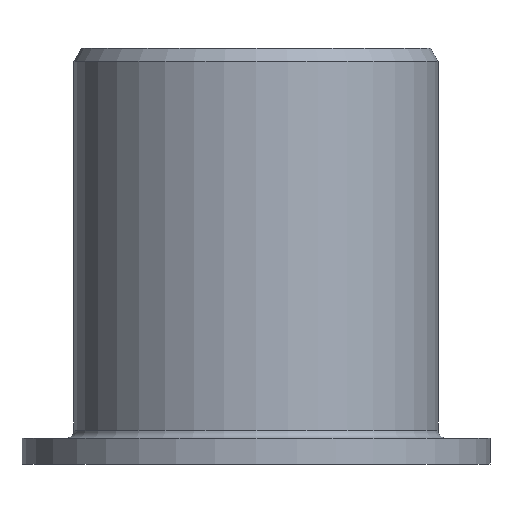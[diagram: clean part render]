
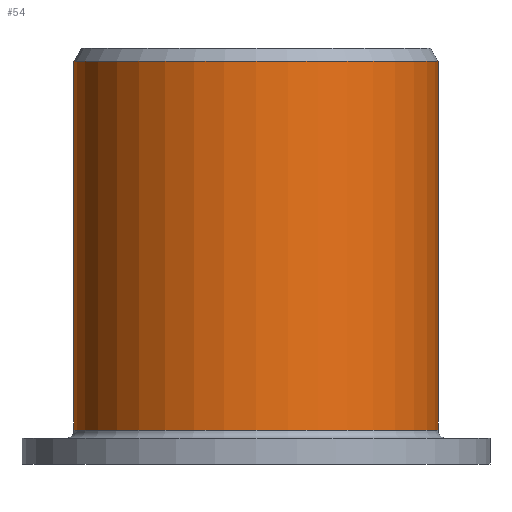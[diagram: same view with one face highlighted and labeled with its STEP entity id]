
A CAD part, front view. The second image highlights one B-rep face of the part: STEP entity #54.
In plain terms, the highlighted cylindrical face has radius 11.113 mm (diameter 22.225 mm), a partial arc.
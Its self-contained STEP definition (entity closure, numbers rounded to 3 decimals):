
#54=ADVANCED_FACE('',(#107),#108,.T.);
#107=FACE_OUTER_BOUND('',#157,.T.);
#108=CYLINDRICAL_SURFACE('',#158,11.113);
#157=EDGE_LOOP('',(#240,#241,#242,#243));
#158=AXIS2_PLACEMENT_3D('',#244,#245,#246);
#240=ORIENTED_EDGE('',*,*,#291,.T.);
#241=ORIENTED_EDGE('',*,*,#311,.F.);
#242=ORIENTED_EDGE('',*,*,#293,.T.);
#243=ORIENTED_EDGE('',*,*,#298,.T.);
#244=CARTESIAN_POINT('',(0.0,0.0,13.337));
#245=DIRECTION('',(0.0,0.0,1.0));
#246=DIRECTION('',(1.0,0.0,0.0));
#291=EDGE_CURVE('',#339,#330,#340,.T.);
#293=EDGE_CURVE('',#333,#341,#343,.T.);
#298=EDGE_CURVE('',#341,#339,#350,.T.);
#311=EDGE_CURVE('',#333,#330,#367,.T.);
#330=VERTEX_POINT('',#388);
#333=VERTEX_POINT('',#392);
#339=VERTEX_POINT('',#399);
#340=LINE('',#400,#401);
#341=VERTEX_POINT('',#402);
#343=LINE('',#404,#405);
#350=CIRCLE('',#412,11.113);
#367=CIRCLE('',#431,11.113);
#388=CARTESIAN_POINT('',(11.113,0.0,24.6));
#392=CARTESIAN_POINT('',(-11.113,0.,24.6));
#399=CARTESIAN_POINT('',(11.113,0.0,2.075));
#400=CARTESIAN_POINT('',(11.113,0.,13.337));
#401=VECTOR('',#456,1.0);
#402=CARTESIAN_POINT('',(-11.113,0.,2.075));
#404=CARTESIAN_POINT('',(-11.113,0.,13.337));
#405=VECTOR('',#460,1.0);
#412=AXIS2_PLACEMENT_3D('',#470,#471,#472);
#431=AXIS2_PLACEMENT_3D('',#490,#491,#492);
#456=DIRECTION('',(0.0,0.0,1.0));
#460=DIRECTION('',(-0.0,-0.0,-1.0));
#470=CARTESIAN_POINT('',(0.0,0.0,2.075));
#471=DIRECTION('',(0.0,0.0,1.0));
#472=DIRECTION('',(1.0,0.0,0.0));
#490=CARTESIAN_POINT('',(0.0,0.0,24.6));
#491=DIRECTION('',(0.0,0.0,1.0));
#492=DIRECTION('',(1.0,0.0,0.0));
